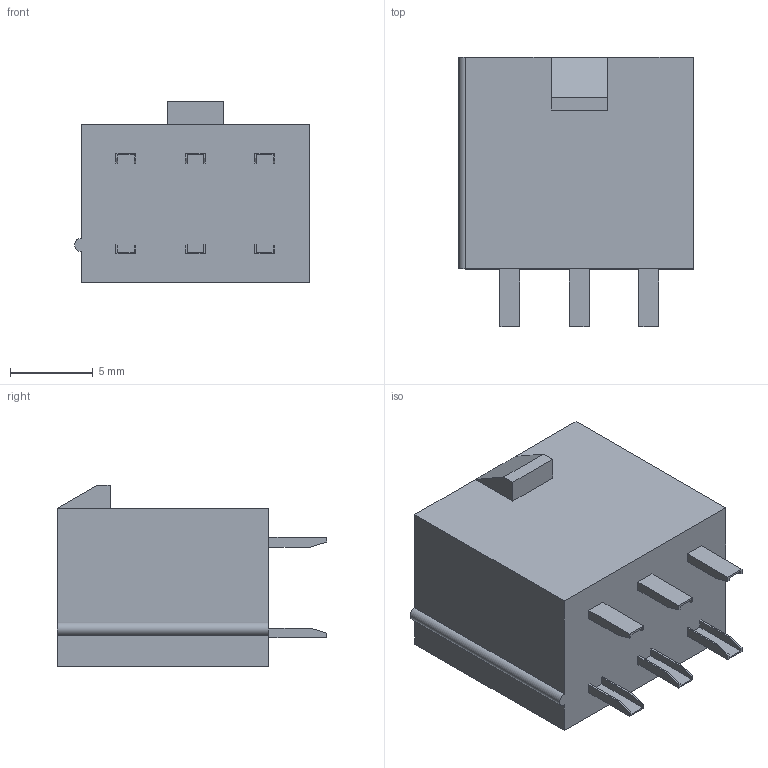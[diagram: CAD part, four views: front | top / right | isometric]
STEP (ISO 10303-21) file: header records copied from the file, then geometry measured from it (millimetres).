
FILE_DESCRIPTION (( 'STEP AP214' ), '1' );
FILE_NAME ('C806B175-E886-4342-803A-BB762B1D3C67.STEP', '2023-01-23T05:54:55', ( '' ), ( '' ), 'SwSTEP 2.0', 'SolidWorks 2022', '' );
FILE_SCHEMA (( 'AUTOMOTIVE_DESIGN' ));
Length unit declared in the file: millimetre
Products named in the file (1): C806B175-E886-4342-803A-BB762B1D3C67
Bounding box: 14.2 x 16.3 x 11 mm (x, y, z)
Volume: 836.8 mm3; surface area: 1991.6 mm2
Topology: 1 solids, 1 shells, 163 faces, 397 edges, 254 vertices
Faces by surface type: plane 162, cylinder 1
Entity records: 4671 total; most frequent: CARTESIAN_POINT 815, ORIENTED_EDGE 794, DIRECTION 727, EDGE_CURVE 397, LINE 395, VECTOR 395, VERTEX_POINT 254, EDGE_LOOP 181
